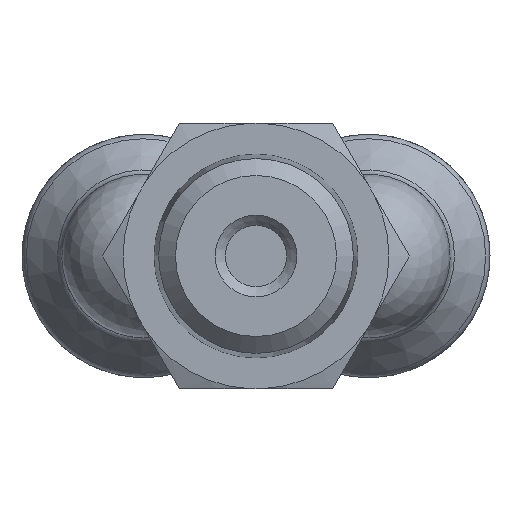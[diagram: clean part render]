
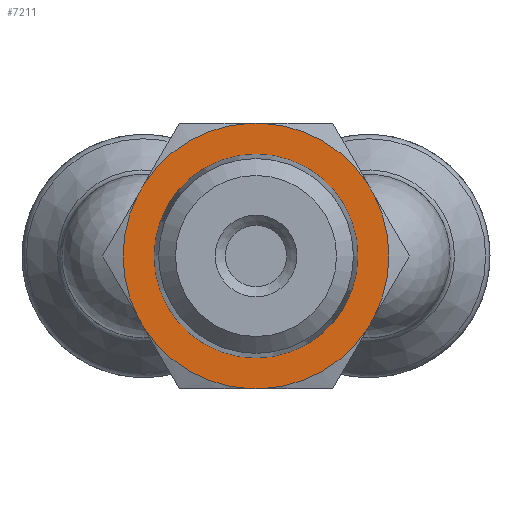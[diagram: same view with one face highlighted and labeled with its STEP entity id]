
A CAD part, front view. The second image highlights one B-rep face of the part: STEP entity #7211.
In plain terms, the highlighted face is planar.
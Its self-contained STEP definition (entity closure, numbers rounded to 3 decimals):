
#6874=CARTESIAN_POINT('',(-18.8,-5.764,3.017));
#6875=VERTEX_POINT('',#6874);
#6891=CARTESIAN_POINT('',(-18.8,-5.764,-3.017));
#6892=VERTEX_POINT('',#6891);
#6893=CARTESIAN_POINT('',(-18.8,0.,0.0));
#6894=DIRECTION('',(-1.0,0.0,0.0));
#6895=DIRECTION('',(0.0,1.0,0.0));
#6896=AXIS2_PLACEMENT_3D('',#6893,#6894,#6895);
#6897=CIRCLE('',#6896,6.506);
#6898=EDGE_CURVE('',#6892,#6875,#6897,.T.);
#6923=CARTESIAN_POINT('',(-18.8,-5.495,3.483));
#6924=VERTEX_POINT('',#6923);
#6938=CARTESIAN_POINT('',(-18.8,-0.269,6.5));
#6939=VERTEX_POINT('',#6938);
#6953=CARTESIAN_POINT('',(-18.8,0.,0.0));
#6954=DIRECTION('',(-1.0,0.0,0.0));
#6955=DIRECTION('',(0.0,1.0,0.0));
#6956=AXIS2_PLACEMENT_3D('',#6953,#6954,#6955);
#6957=CIRCLE('',#6956,6.506);
#6958=EDGE_CURVE('',#6924,#6939,#6957,.T.);
#6970=CARTESIAN_POINT('',(-18.8,0.269,6.5));
#6971=VERTEX_POINT('',#6970);
#6985=CARTESIAN_POINT('',(-18.8,5.495,3.483));
#6986=VERTEX_POINT('',#6985);
#7000=CARTESIAN_POINT('',(-18.8,0.,0.0));
#7001=DIRECTION('',(-1.0,0.0,0.0));
#7002=DIRECTION('',(0.0,1.0,0.0));
#7003=AXIS2_PLACEMENT_3D('',#7000,#7001,#7002);
#7004=CIRCLE('',#7003,6.506);
#7005=EDGE_CURVE('',#6971,#6986,#7004,.T.);
#7015=CARTESIAN_POINT('',(-18.8,-5.495,-3.483));
#7016=VERTEX_POINT('',#7015);
#7032=CARTESIAN_POINT('',(-18.8,-0.269,-6.5));
#7033=VERTEX_POINT('',#7032);
#7034=CARTESIAN_POINT('',(-18.8,0.,0.0));
#7035=DIRECTION('',(-1.0,0.0,0.0));
#7036=DIRECTION('',(0.0,1.0,0.0));
#7037=AXIS2_PLACEMENT_3D('',#7034,#7035,#7036);
#7038=CIRCLE('',#7037,6.506);
#7039=EDGE_CURVE('',#7033,#7016,#7038,.T.);
#7062=CARTESIAN_POINT('',(-18.8,0.269,-6.5));
#7063=VERTEX_POINT('',#7062);
#7079=CARTESIAN_POINT('',(-18.8,5.495,-3.483));
#7080=VERTEX_POINT('',#7079);
#7081=CARTESIAN_POINT('',(-18.8,0.,0.0));
#7082=DIRECTION('',(-1.0,0.0,0.0));
#7083=DIRECTION('',(0.0,1.0,0.0));
#7084=AXIS2_PLACEMENT_3D('',#7081,#7082,#7083);
#7085=CIRCLE('',#7084,6.506);
#7086=EDGE_CURVE('',#7080,#7063,#7085,.T.);
#7111=CARTESIAN_POINT('',(-18.8,5.764,3.017));
#7112=VERTEX_POINT('',#7111);
#7126=CARTESIAN_POINT('',(-18.8,5.764,-3.017));
#7127=VERTEX_POINT('',#7126);
#7141=CARTESIAN_POINT('',(-18.8,0.,0.0));
#7142=DIRECTION('',(-1.0,0.0,0.0));
#7143=DIRECTION('',(0.0,1.0,0.0));
#7144=AXIS2_PLACEMENT_3D('',#7141,#7142,#7143);
#7145=CIRCLE('',#7144,6.506);
#7146=EDGE_CURVE('',#7112,#7127,#7145,.T.);
#7151=CARTESIAN_POINT('',(-18.8,5.745,0.0));
#7152=DIRECTION('',(-1.0,0.0,0.0));
#7153=DIRECTION('',(0.0,0.0,1.0));
#7154=AXIS2_PLACEMENT_3D('',#7151,#7152,#7153);
#7155=PLANE('',#7154);
#7156=ORIENTED_EDGE('',*,*,#7146,.T.);
#7157=CARTESIAN_POINT('',(-18.8,5.495,-3.483));
#7158=DIRECTION('',(0.0,0.5,0.866));
#7159=VECTOR('',#7158,0.537);
#7160=LINE('',#7157,#7159);
#7161=EDGE_CURVE('',#7080,#7127,#7160,.T.);
#7162=ORIENTED_EDGE('',*,*,#7161,.F.);
#7163=ORIENTED_EDGE('',*,*,#7086,.T.);
#7164=CARTESIAN_POINT('',(-18.8,-0.269,-6.5));
#7165=DIRECTION('',(0.0,1.0,0.0));
#7166=VECTOR('',#7165,0.537);
#7167=LINE('',#7164,#7166);
#7168=EDGE_CURVE('',#7033,#7063,#7167,.T.);
#7169=ORIENTED_EDGE('',*,*,#7168,.F.);
#7170=ORIENTED_EDGE('',*,*,#7039,.T.);
#7171=CARTESIAN_POINT('',(-18.8,-5.764,-3.017));
#7172=DIRECTION('',(0.0,0.5,-0.866));
#7173=VECTOR('',#7172,0.537);
#7174=LINE('',#7171,#7173);
#7175=EDGE_CURVE('',#6892,#7016,#7174,.T.);
#7176=ORIENTED_EDGE('',*,*,#7175,.F.);
#7177=ORIENTED_EDGE('',*,*,#6898,.T.);
#7178=CARTESIAN_POINT('',(-18.8,-5.495,3.483));
#7179=DIRECTION('',(0.0,-0.5,-0.866));
#7180=VECTOR('',#7179,0.537);
#7181=LINE('',#7178,#7180);
#7182=EDGE_CURVE('',#6924,#6875,#7181,.T.);
#7183=ORIENTED_EDGE('',*,*,#7182,.F.);
#7184=ORIENTED_EDGE('',*,*,#6958,.T.);
#7185=CARTESIAN_POINT('',(-18.8,0.269,6.5));
#7186=DIRECTION('',(0.0,-1.0,0.0));
#7187=VECTOR('',#7186,0.537);
#7188=LINE('',#7185,#7187);
#7189=EDGE_CURVE('',#6971,#6939,#7188,.T.);
#7190=ORIENTED_EDGE('',*,*,#7189,.F.);
#7191=ORIENTED_EDGE('',*,*,#7005,.T.);
#7192=CARTESIAN_POINT('',(-18.8,5.764,3.017));
#7193=DIRECTION('',(0.0,-0.5,0.866));
#7194=VECTOR('',#7193,0.537);
#7195=LINE('',#7192,#7194);
#7196=EDGE_CURVE('',#7112,#6986,#7195,.T.);
#7197=ORIENTED_EDGE('',*,*,#7196,.F.);
#7198=EDGE_LOOP('',(#7156,#7162,#7163,#7169,#7170,#7176,#7177,#7183,#7184,#7190,#7191,#7197));
#7199=FACE_OUTER_BOUND('',#7198,.T.);
#7200=CARTESIAN_POINT('',(-18.8,4.99,0.0));
#7201=VERTEX_POINT('',#7200);
#7202=CARTESIAN_POINT('',(-18.8,0.,0.0));
#7203=DIRECTION('',(1.0,0.0,0.0));
#7204=DIRECTION('',(0.0,1.0,0.0));
#7205=AXIS2_PLACEMENT_3D('',#7202,#7203,#7204);
#7206=CIRCLE('',#7205,4.99);
#7207=EDGE_CURVE('',#7201,#7201,#7206,.T.);
#7208=ORIENTED_EDGE('',*,*,#7207,.T.);
#7209=EDGE_LOOP('',(#7208));
#7210=FACE_BOUND('',#7209,.T.);
#7211=ADVANCED_FACE('',(#7199,#7210),#7155,.T.);
